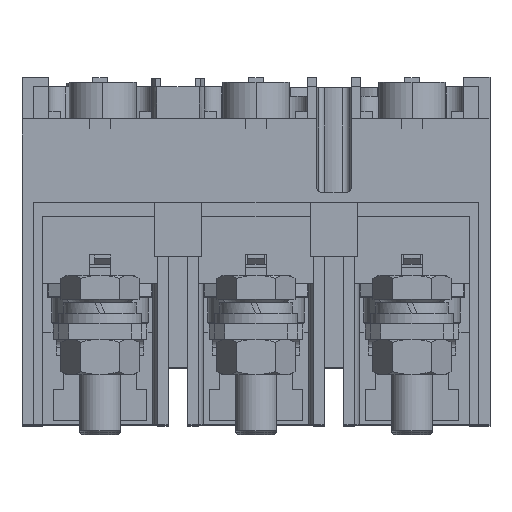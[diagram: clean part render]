
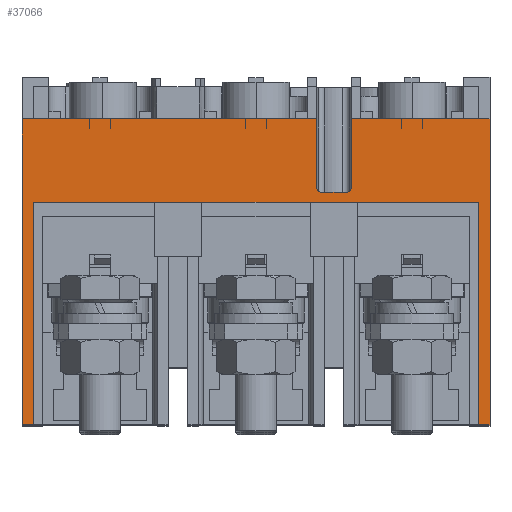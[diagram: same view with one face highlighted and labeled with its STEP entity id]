
A CAD part, top view. The second image highlights one B-rep face of the part: STEP entity #37066.
In plain terms, the highlighted planar face has unit normal (0, 0, 1).
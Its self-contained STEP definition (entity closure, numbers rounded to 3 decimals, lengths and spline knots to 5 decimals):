
#558=DIRECTION('',(-1.,0.,0.));
#559=VECTOR('',#558,0.00215);
#560=CARTESIAN_POINT('',(0.00215,0.00001,-0.0147));
#561=LINE('',#560,#559);
#657=DIRECTION('',(0.,1.,0.));
#658=VECTOR('',#657,0.0588);
#659=CARTESIAN_POINT('',(0.,0.00001,-0.0147));
#660=LINE('',#659,#658);
#1501=DIRECTION('',(0.,-1.,0.));
#1502=VECTOR('',#1501,0.0588);
#1503=CARTESIAN_POINT('',(0.09,0.05881,-0.0147));
#1504=LINE('',#1503,#1502);
#9126=DIRECTION('',(1.,0.,0.));
#9127=VECTOR('',#9126,0.0266);
#9128=CARTESIAN_POINT('',(0.0634,0.05881,-0.0147));
#9129=LINE('',#9128,#9127);
#9170=DIRECTION('',(0.,1.,0.));
#9171=VECTOR('',#9170,0.0131);
#9172=CARTESIAN_POINT('',(0.0634,0.04571,-0.0147));
#9173=LINE('',#9172,#9171);
#9178=DIRECTION('',(1.,0.,0.));
#9179=VECTOR('',#9178,0.00215);
#9180=CARTESIAN_POINT('',(0.08785,0.00001,-0.0147));
#9181=LINE('',#9180,#9179);
#9182=DIRECTION('',(1.,0.,0.));
#9183=VECTOR('',#9182,0.0857);
#9184=CARTESIAN_POINT('',(0.00215,0.04281,-0.0147));
#9185=LINE('',#9184,#9183);
#9186=DIRECTION('',(-1.,0.,0.));
#9187=VECTOR('',#9186,0.0566);
#9188=CARTESIAN_POINT('',(0.0566,0.05881,-0.0147));
#9189=LINE('',#9188,#9187);
#9190=CARTESIAN_POINT('',(0.0576,0.04571,-0.0147));
#9191=DIRECTION('',(0.,0.,-1.));
#9192=DIRECTION('',(0.,-1.,0.));
#9193=AXIS2_PLACEMENT_3D('',#9190,#9191,#9192);
#9195=CARTESIAN_POINT('',(0.0624,0.04571,-0.0147));
#9196=DIRECTION('',(0.,0.,-1.));
#9197=DIRECTION('',(1.,0.,0.));
#9198=AXIS2_PLACEMENT_3D('',#9195,#9196,#9197);
#10238=DIRECTION('',(0.,-1.,0.));
#10239=VECTOR('',#10238,0.0428);
#10240=CARTESIAN_POINT('',(0.00215,0.04281,-0.0147));
#10241=LINE('',#10240,#10239);
#11981=DIRECTION('',(0.,1.,0.));
#11982=VECTOR('',#11981,0.0428);
#11983=CARTESIAN_POINT('',(0.08785,0.00001,-0.0147));
#11984=LINE('',#11983,#11982);
#13659=DIRECTION('',(0.,-1.,0.));
#13660=VECTOR('',#13659,0.0131);
#13661=CARTESIAN_POINT('',(0.0566,0.05881,-0.0147));
#13662=LINE('',#13661,#13660);
#13721=DIRECTION('',(1.,0.,0.));
#13722=VECTOR('',#13721,0.0048);
#13723=CARTESIAN_POINT('',(0.0576,0.04471,-0.0147));
#13724=LINE('',#13723,#13722);
#16163=CARTESIAN_POINT('',(0.0566,0.05881,-0.0147));
#16164=VERTEX_POINT('',#16163);
#16165=CARTESIAN_POINT('',(0.,0.05881,-0.0147));
#16166=VERTEX_POINT('',#16165);
#16488=CARTESIAN_POINT('',(0.08785,0.00001,-0.0147));
#16489=VERTEX_POINT('',#16488);
#16490=CARTESIAN_POINT('',(0.09,0.00001,-0.0147));
#16491=VERTEX_POINT('',#16490);
#16524=CARTESIAN_POINT('',(0.00215,0.04281,-0.0147));
#16525=CARTESIAN_POINT('',(0.08785,0.04281,-0.0147));
#16526=VERTEX_POINT('',#16524);
#16527=VERTEX_POINT('',#16525);
#16546=CARTESIAN_POINT('',(0.09,0.05881,-0.0147));
#16547=VERTEX_POINT('',#16546);
#16548=CARTESIAN_POINT('',(0.00215,0.00001,-0.0147));
#16549=VERTEX_POINT('',#16548);
#16550=CARTESIAN_POINT('',(0.,0.00001,-0.0147));
#16551=VERTEX_POINT('',#16550);
#16552=CARTESIAN_POINT('',(0.0566,0.04571,-0.0147));
#16553=VERTEX_POINT('',#16552);
#16554=CARTESIAN_POINT('',(0.0576,0.04471,-0.0147));
#16555=VERTEX_POINT('',#16554);
#16556=CARTESIAN_POINT('',(0.0624,0.04471,-0.0147));
#16557=VERTEX_POINT('',#16556);
#16558=CARTESIAN_POINT('',(0.0634,0.04571,-0.0147));
#16559=VERTEX_POINT('',#16558);
#16560=CARTESIAN_POINT('',(0.0634,0.05881,-0.0147));
#16561=VERTEX_POINT('',#16560);
#37036=CARTESIAN_POINT('',(0.,0.00001,-0.0147));
#37037=DIRECTION('',(0.,0.,1.));
#37038=DIRECTION('',(1.,0.,0.));
#37039=AXIS2_PLACEMENT_3D('',#37036,#37037,#37038);
#37040=PLANE('',#37039);
#37041=ORIENTED_EDGE('',*,*,#36910,.T.);
#37042=ORIENTED_EDGE('',*,*,#22899,.T.);
#37044=ORIENTED_EDGE('',*,*,#37043,.F.);
#37046=ORIENTED_EDGE('',*,*,#37045,.T.);
#37048=ORIENTED_EDGE('',*,*,#37047,.F.);
#37050=ORIENTED_EDGE('',*,*,#37049,.T.);
#37051=ORIENTED_EDGE('',*,*,#21151,.T.);
#37052=ORIENTED_EDGE('',*,*,#21243,.T.);
#37054=ORIENTED_EDGE('',*,*,#37053,.F.);
#37056=ORIENTED_EDGE('',*,*,#37055,.T.);
#37058=ORIENTED_EDGE('',*,*,#37057,.F.);
#37060=ORIENTED_EDGE('',*,*,#37059,.T.);
#37062=ORIENTED_EDGE('',*,*,#37061,.F.);
#37063=ORIENTED_EDGE('',*,*,#37002,.T.);
#37064=EDGE_LOOP('',(#37041,#37042,#37044,#37046,#37048,#37050,#37051,#37052,
#37054,#37056,#37058,#37060,#37062,#37063));
#37065=FACE_OUTER_BOUND('',#37064,.F.);
#37066=ADVANCED_FACE('',(#37065),#37040,.T.);
#9194=CIRCLE('',#9193,0.001);
#9199=CIRCLE('',#9198,0.001);
#21151=EDGE_CURVE('',#16549,#16551,#561,.T.);
#21243=EDGE_CURVE('',#16551,#16166,#660,.T.);
#22899=EDGE_CURVE('',#16547,#16491,#1504,.T.);
#36910=EDGE_CURVE('',#16561,#16547,#9129,.T.);
#37002=EDGE_CURVE('',#16559,#16561,#9173,.T.);
#37043=EDGE_CURVE('',#16489,#16491,#9181,.T.);
#37045=EDGE_CURVE('',#16489,#16527,#11984,.T.);
#37047=EDGE_CURVE('',#16526,#16527,#9185,.T.);
#37049=EDGE_CURVE('',#16526,#16549,#10241,.T.);
#37053=EDGE_CURVE('',#16164,#16166,#9189,.T.);
#37055=EDGE_CURVE('',#16164,#16553,#13662,.T.);
#37057=EDGE_CURVE('',#16555,#16553,#9194,.T.);
#37059=EDGE_CURVE('',#16555,#16557,#13724,.T.);
#37061=EDGE_CURVE('',#16559,#16557,#9199,.T.);
